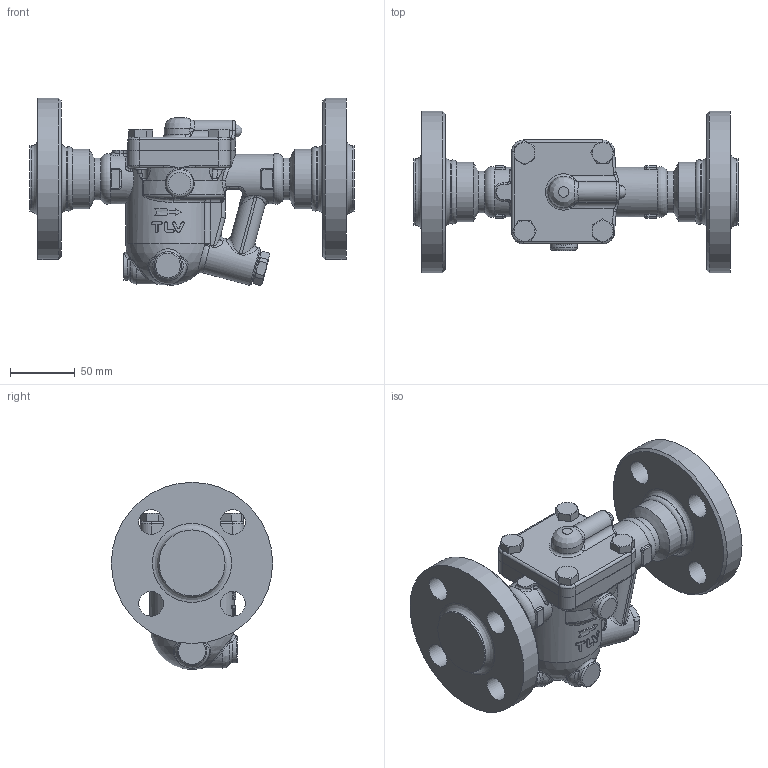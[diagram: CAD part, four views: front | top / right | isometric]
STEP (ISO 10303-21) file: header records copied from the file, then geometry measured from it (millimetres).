
FILE_DESCRIPTION((''),'2;1');
FILE_NAME('jh3sx-025-a0600-00.stp','2009-10-15T13:43:47',('nakaot'),(''),'Autodesk Inventor 2008','Autodesk Inventor 2008','');
FILE_SCHEMA(('AUTOMOTIVE_DESIGN { 1 0 10303 214 1 1 1 1 }'));
Length unit declared in the file: millimetre
Products named in the file (1): jh3sx-025-a0600-00
Bounding box: 250 x 124 x 144.08 mm (x, y, z)
Volume: 1112853.7 mm3; surface area: 135545.7 mm2
Topology: 1 solids, 2 shells, 508 faces, 1254 edges, 756 vertices
Faces by surface type: bspline 163, plane 128, cylinder 127, cone 58, torus 27, sphere 5
Full cylindrical faces by diameter (mm): 10 x9, 21 x1, 23 x1, 30 x1, 32 x2, 38 x1, 46 x2, 49 x2, 50.8 x2, 56.5 x1, 124 x2
Entity records: 31457 total; most frequent: CARTESIAN_POINT 20899, ORIENTED_EDGE 2334, DIRECTION 1908, EDGE_CURVE 1167, AXIS2_PLACEMENT_3D 799, VERTEX_POINT 734, EDGE_LOOP 607, FACE_OUTER_BOUND 508
